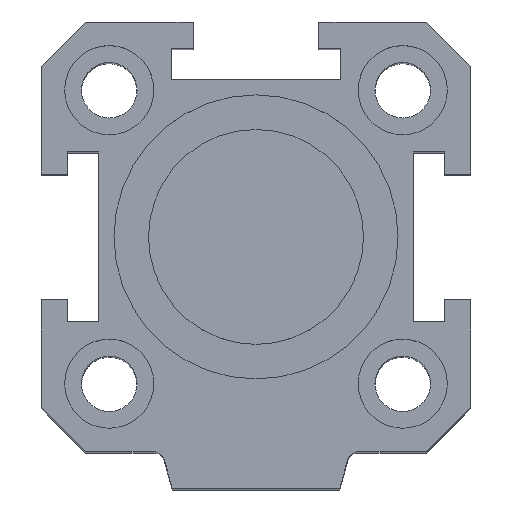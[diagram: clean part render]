
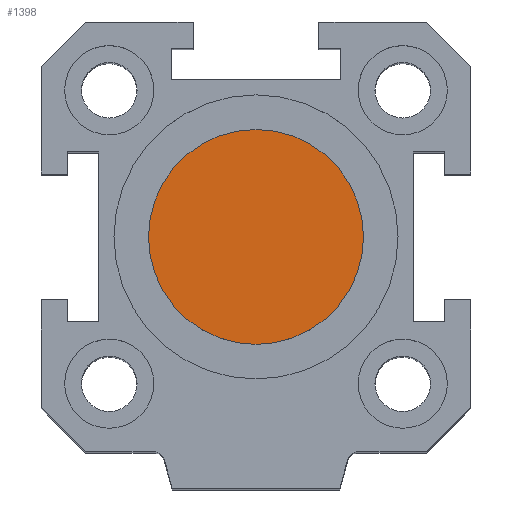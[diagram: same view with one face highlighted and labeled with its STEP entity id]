
A CAD part, top view. The second image highlights one B-rep face of the part: STEP entity #1398.
In plain terms, the highlighted planar face has unit normal (0, 0, 1).
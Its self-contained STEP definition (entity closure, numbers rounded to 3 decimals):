
#349=ORIENTED_EDGE('',*,*,#709,.T.);
#709=EDGE_CURVE('',#890,#890,#991,.T.);
#890=VERTEX_POINT('',#2195);
#991=CIRCLE('',#1529,10.25);
#1051=EDGE_LOOP('',(#349));
#1197=FACE_BOUND('',#1051,.T.);
#1334=PLANE('',#1528);
#1398=ADVANCED_FACE('',(#1197),#1334,.T.);
#1528=AXIS2_PLACEMENT_3D('',#2193,#1734,#1735);
#1529=AXIS2_PLACEMENT_3D('',#2194,#1736,#1737);
#1734=DIRECTION('',(0.,0.,1.));
#1735=DIRECTION('',(1.,0.,0.));
#1736=DIRECTION('',(0.,0.,1.));
#1737=DIRECTION('',(-1.,0.,0.));
#2193=CARTESIAN_POINT('',(0.,0.452,0.));
#2194=CARTESIAN_POINT('',(0.,0.,0.));
#2195=CARTESIAN_POINT('',(-10.25,0.,0.));
